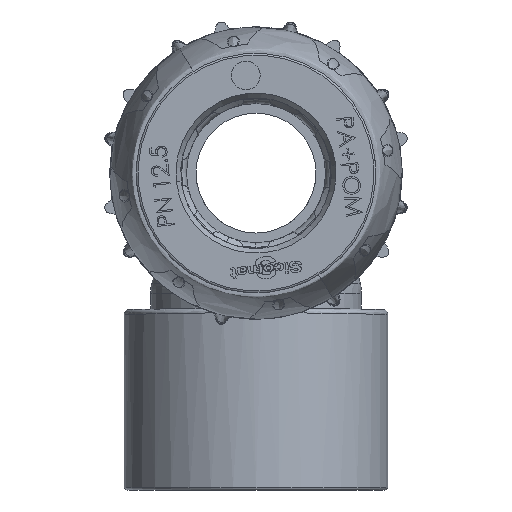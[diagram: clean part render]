
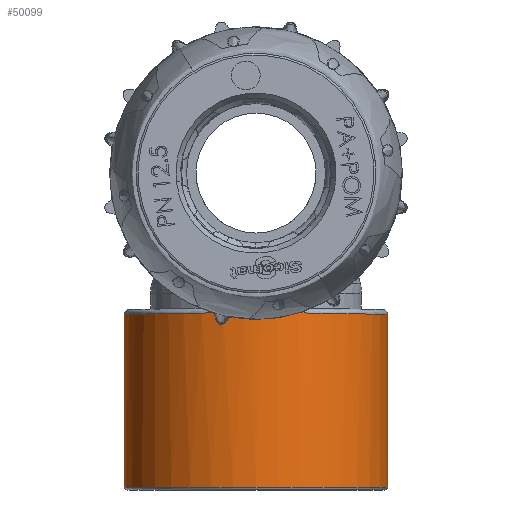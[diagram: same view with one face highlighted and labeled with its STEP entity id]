
A CAD part, front view. The second image highlights one B-rep face of the part: STEP entity #50099.
In plain terms, the highlighted cylindrical face has radius 13.75 mm (diameter 27.5 mm), a partial arc.
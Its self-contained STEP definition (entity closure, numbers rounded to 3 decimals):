
#2172 = EDGE_CURVE ( 'NONE', #16901, #56081, #18196, .T. ) ;
#4078 = AXIS2_PLACEMENT_3D ( 'NONE', #50080, #4706, #24932 ) ;
#4706 = DIRECTION ( 'NONE',  ( 0., 0., 1. ) ) ;
#5519 = DIRECTION ( 'NONE',  ( 0., 0., -1. ) ) ;
#5721 = CARTESIAN_POINT ( 'NONE',  ( 13.75, 0., -32.75 ) ) ;
#7732 = DIRECTION ( 'NONE',  ( 0., 0., 1. ) ) ;
#10296 = DIRECTION ( 'NONE',  ( 0., 0., 1. ) ) ;
#13044 = CARTESIAN_POINT ( 'NONE',  ( -13.75, -7.485, -14.731 ) ) ;
#14244 = CARTESIAN_POINT ( 'NONE',  ( -1.25, -13.693, -14.479 ) ) ;
#15949 = VERTEX_POINT ( 'NONE', #5721 ) ;
#16434 = CARTESIAN_POINT ( 'NONE',  ( -13.75, 0., -32.75 ) ) ;
#16901 = VERTEX_POINT ( 'NONE', #16914 ) ;
#16914 = CARTESIAN_POINT ( 'NONE',  ( 13.75, 0., -14.731 ) ) ;
#18196 =( BOUNDED_CURVE ( )  B_SPLINE_CURVE ( 3, ( #60708, #51785, #26619, #62672 ),
 .UNSPECIFIED., .F., .F. ) 
 B_SPLINE_CURVE_WITH_KNOTS ( ( 4, 4 ),
 ( 3.142, 4.803 ),
 .UNSPECIFIED. ) 
 CURVE ( )  GEOMETRIC_REPRESENTATION_ITEM ( )  RATIONAL_B_SPLINE_CURVE ( ( 1., 0.783, 0.783, 1. ) ) 
 REPRESENTATION_ITEM ( '' )  );
#19625 = CYLINDRICAL_SURFACE ( 'NONE', #4078, 13.75 ) ;
#22303 = VERTEX_POINT ( 'NONE', #51578 ) ;
#23599 = CARTESIAN_POINT ( 'NONE',  ( 0., 0., -32.75 ) ) ;
#24280 = FACE_OUTER_BOUND ( 'NONE', #40267, .T. ) ;
#24529 = VERTEX_POINT ( 'NONE', #46987 ) ;
#24932 = DIRECTION ( 'NONE',  ( 1., 0., 0. ) ) ;
#25201 = CARTESIAN_POINT ( 'NONE',  ( 13.75, 0., -33.05 ) ) ;
#25528 = VECTOR ( 'NONE', #10296, 1000. ) ;
#26619 = CARTESIAN_POINT ( 'NONE',  ( 7.363, -14.479, -14.624 ) ) ;
#31366 = CARTESIAN_POINT ( 'NONE',  ( -1.25, -13.693, -33.05 ) ) ;
#32451 =( BOUNDED_CURVE ( )  B_SPLINE_CURVE ( 3, ( #38206, #58372, #13044, #33239 ),
 .UNSPECIFIED., .F., .T. ) 
 B_SPLINE_CURVE_WITH_KNOTS ( ( 4, 4 ),
 ( 1.662, 3.142 ),
 .UNSPECIFIED. ) 
 CURVE ( )  GEOMETRIC_REPRESENTATION_ITEM ( )  RATIONAL_B_SPLINE_CURVE ( ( 1., 0.826, 0.826, 1. ) ) 
 REPRESENTATION_ITEM ( '' )  );
#32855 = EDGE_CURVE ( 'NONE', #61881, #22303, #55107, .T. ) ;
#33157 = VECTOR ( 'NONE', #54462, 1000. ) ;
#33239 = CARTESIAN_POINT ( 'NONE',  ( -13.75, 0., -14.731 ) ) ;
#35012 = LINE ( 'NONE', #31366, #39988 ) ;
#38206 = CARTESIAN_POINT ( 'NONE',  ( -1.25, -13.693, -14.521 ) ) ;
#39988 = VECTOR ( 'NONE', #5519, 1000. ) ;
#40267 = EDGE_LOOP ( 'NONE', ( #64629, #40693, #63400, #42917, #43736, #64639 ) ) ;
#40693 = ORIENTED_EDGE ( 'NONE', *, *, #53249, .T. ) ;
#42917 = ORIENTED_EDGE ( 'NONE', *, *, #2172, .T. ) ;
#43736 = ORIENTED_EDGE ( 'NONE', *, *, #51657, .T. ) ;
#46987 = CARTESIAN_POINT ( 'NONE',  ( -1.25, -13.693, -14.521 ) ) ;
#49499 = CARTESIAN_POINT ( 'NONE',  ( -13.75, 0., -33.05 ) ) ;
#50080 = CARTESIAN_POINT ( 'NONE',  ( 0., 0., -33.05 ) ) ;
#50099 = ADVANCED_FACE ( 'NONE', ( #24280 ), #19625, .T. ) ;
#51026 = LINE ( 'NONE', #25201, #25528 ) ;
#51578 = CARTESIAN_POINT ( 'NONE',  ( -13.75, 0., -14.731 ) ) ;
#51657 = EDGE_CURVE ( 'NONE', #56081, #24529, #35012, .T. ) ;
#51785 = CARTESIAN_POINT ( 'NONE',  ( 13.75, -8.648, -14.731 ) ) ;
#53249 = EDGE_CURVE ( 'NONE', #61881, #15949, #56934, .T. ) ;
#54043 = DIRECTION ( 'NONE',  ( -1., 0., 0. ) ) ;
#54462 = DIRECTION ( 'NONE',  ( 0., 0., 1. ) ) ;
#55107 = LINE ( 'NONE', #49499, #33157 ) ;
#56081 = VERTEX_POINT ( 'NONE', #14244 ) ;
#56934 = CIRCLE ( 'NONE', #65382, 13.75 ) ;
#57847 = EDGE_CURVE ( 'NONE', #24529, #22303, #32451, .T. ) ;
#58372 = CARTESIAN_POINT ( 'NONE',  ( -8.704, -13.013, -14.646 ) ) ;
#60708 = CARTESIAN_POINT ( 'NONE',  ( 13.75, 0., -14.731 ) ) ;
#61317 = EDGE_CURVE ( 'NONE', #15949, #16901, #51026, .T. ) ;
#61881 = VERTEX_POINT ( 'NONE', #16434 ) ;
#62672 = CARTESIAN_POINT ( 'NONE',  ( -1.25, -13.693, -14.479 ) ) ;
#63400 = ORIENTED_EDGE ( 'NONE', *, *, #61317, .T. ) ;
#64629 = ORIENTED_EDGE ( 'NONE', *, *, #32855, .F. ) ;
#64639 = ORIENTED_EDGE ( 'NONE', *, *, #57847, .T. ) ;
#65382 = AXIS2_PLACEMENT_3D ( 'NONE', #23599, #7732, #54043 ) ;
